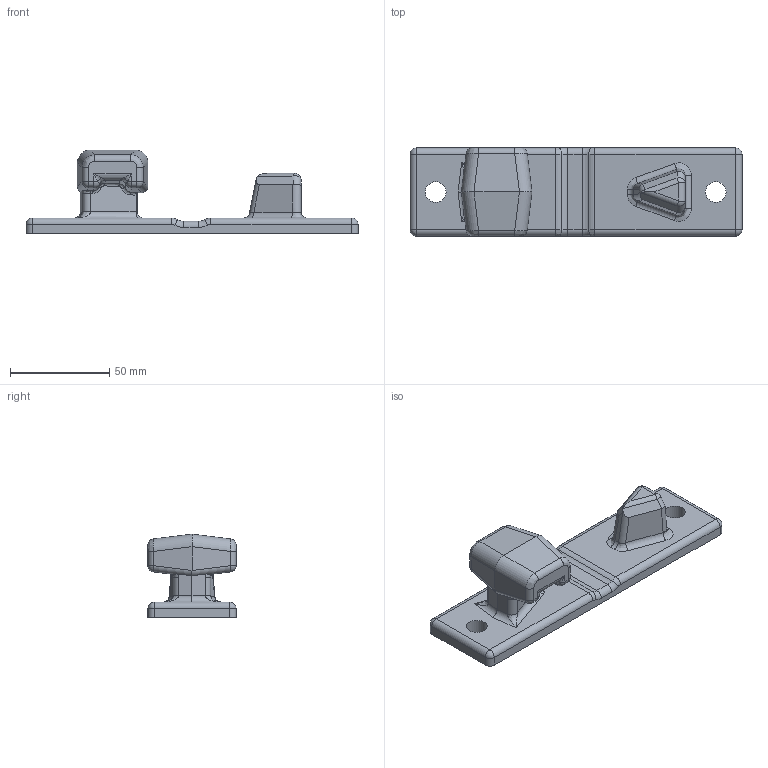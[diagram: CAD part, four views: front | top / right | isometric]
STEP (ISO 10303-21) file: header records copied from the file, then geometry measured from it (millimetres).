
FILE_DESCRIPTION(/* description */ (''),/* implementation_level */ '2;1');
FILE_NAME(/* name */ '6-1969-1.stp',/* time_stamp */ '2020-11-24T16:34:00-05:00',/* author */ ('jenniferk'),/* organization */ (''),/* preprocessor_version */ 'ST-DEVELOPER v18.1',/* originating_system */ 'Autodesk Inventor 2020',/* authorisation */ '');
FILE_SCHEMA (('AUTOMOTIVE_DESIGN { 1 0 10303 214 3 1 1 }'));
Length unit declared in the file: inch
Products named in the file (1): Assembly3_Shrinkwrap_1
Bounding box: 167.39 x 44.45 x 42.16 mm (x, y, z)
Volume: 92392.7 mm3; surface area: 24452.7 mm2
Topology: 1 solids, 1 shells, 172 faces, 394 edges, 220 vertices
Faces by surface type: cylinder 79, bspline 34, plane 34, sphere 15, torus 10
Full cylindrical faces by diameter (mm): 10.439 x2
Entity records: 5632 total; most frequent: CARTESIAN_POINT 1742, DIRECTION 863, ORIENTED_EDGE 776, EDGE_CURVE 388, AXIS2_PLACEMENT_3D 351, VERTEX_POINT 220, EDGE_LOOP 178, FACE_OUTER_BOUND 172
